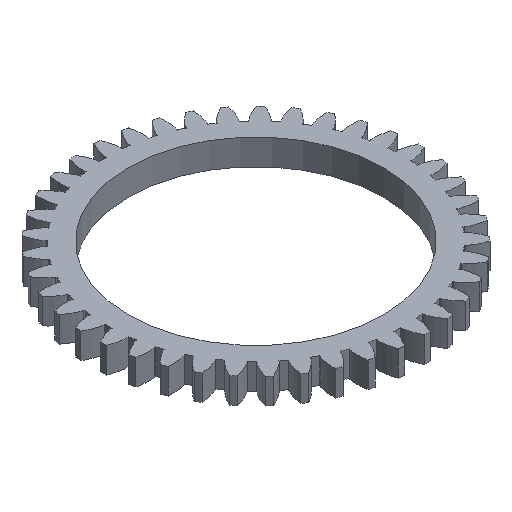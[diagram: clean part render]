
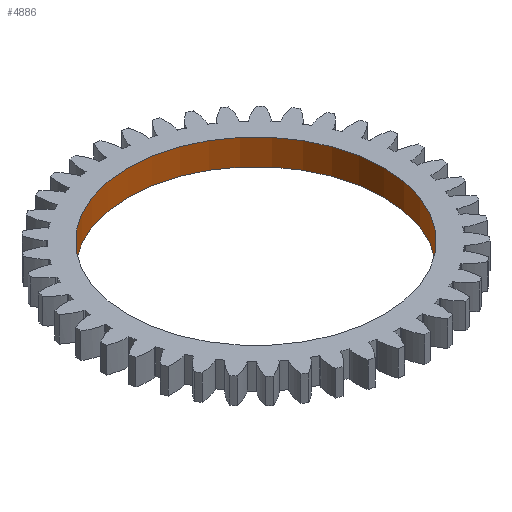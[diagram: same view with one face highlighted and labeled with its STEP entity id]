
A CAD part, isometric view. The second image highlights one B-rep face of the part: STEP entity #4886.
In plain terms, the highlighted cylindrical face has radius 4.975 mm (diameter 9.95 mm), a full revolution.
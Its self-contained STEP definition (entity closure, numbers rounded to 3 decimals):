
#104=CIRCLE('',#4990,4.975);
#186=CIRCLE('',#5233,4.975);
#268=CYLINDRICAL_SURFACE('',#5234,4.975);
#763=FACE_OUTER_BOUND('',#1014,.T.);
#1014=EDGE_LOOP('',(#4547,#4548,#4549,#4550));
#1426=LINE('',#32158,#1837);
#1837=VECTOR('',#6315,4.975);
#2090=VERTEX_POINT('',#13351);
#2331=VERTEX_POINT('',#32155);
#2589=EDGE_CURVE('',#2090,#2090,#104,.T.);
#3071=EDGE_CURVE('',#2331,#2331,#186,.T.);
#3072=EDGE_CURVE('',#2331,#2090,#1426,.T.);
#4547=ORIENTED_EDGE('',*,*,#3071,.F.);
#4548=ORIENTED_EDGE('',*,*,#3072,.T.);
#4549=ORIENTED_EDGE('',*,*,#2589,.T.);
#4550=ORIENTED_EDGE('',*,*,#3072,.F.);
#4886=ADVANCED_FACE('',(#763),#268,.F.);
#4990=AXIS2_PLACEMENT_3D('',#13352,#5505,#5506);
#5233=AXIS2_PLACEMENT_3D('',#32156,#6311,#6312);
#5234=AXIS2_PLACEMENT_3D('',#32157,#6313,#6314);
#5505=DIRECTION('center_axis',(0.,0.,-1.));
#5506=DIRECTION('ref_axis',(1.,0.,0.));
#6311=DIRECTION('center_axis',(0.,0.,-1.));
#6312=DIRECTION('ref_axis',(1.,0.,0.));
#6313=DIRECTION('center_axis',(0.,0.,1.));
#6314=DIRECTION('ref_axis',(1.,0.,0.));
#6315=DIRECTION('',(0.,0.,-1.));
#13351=CARTESIAN_POINT('',(-4.975,0.,0.));
#13352=CARTESIAN_POINT('Origin',(0.,0.,0.));
#32155=CARTESIAN_POINT('',(-4.975,0.,1.));
#32156=CARTESIAN_POINT('Origin',(0.,0.,1.));
#32157=CARTESIAN_POINT('Origin',(0.,0.,0.));
#32158=CARTESIAN_POINT('',(-4.975,0.,0.));
